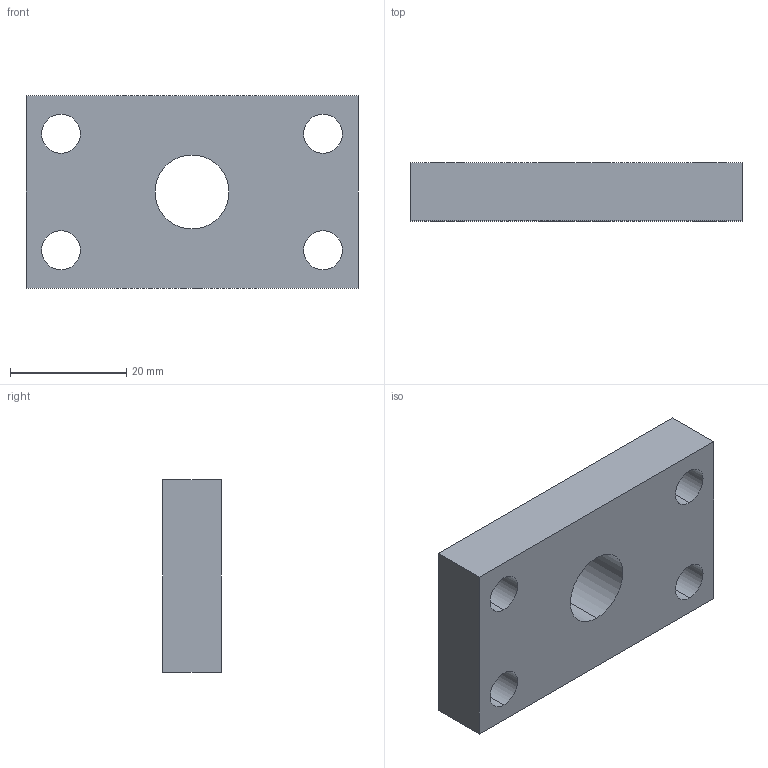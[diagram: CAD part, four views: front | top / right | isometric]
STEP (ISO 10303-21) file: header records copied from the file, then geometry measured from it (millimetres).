
FILE_DESCRIPTION (( 'STEP AP214' ), '1' );
FILE_NAME ('LesnPlateDiodeCollimation.step', '2020-10-12T18:41:07', ( '' ), ( '' ), 'SwSTEP 2.0', 'SolidWorks 2019', '' );
FILE_SCHEMA (( 'AUTOMOTIVE_DESIGN' ));
Length unit declared in the file: millimetre
Products named in the file (1): LesnPlateDiodeCollimation
Bounding box: 57 x 10 x 33 mm (x, y, z)
Volume: 16082.9 mm3; surface area: 6323.3 mm2
Topology: 1 solids, 1 shells, 20 faces, 52 edges, 33 vertices
Faces by surface type: cylinder 12, plane 6, cone 2
Entity records: 708 total; most frequent: DIRECTION 116, CARTESIAN_POINT 104, ORIENTED_EDGE 100, EDGE_CURVE 50, AXIS2_PLACEMENT_3D 45, VERTEX_POINT 33, EDGE_LOOP 31, VECTOR 26
